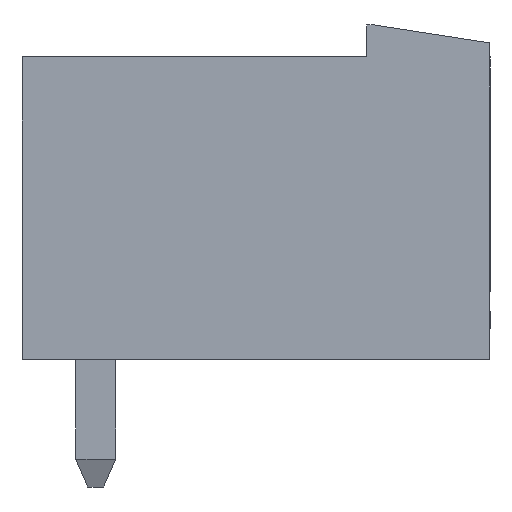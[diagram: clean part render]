
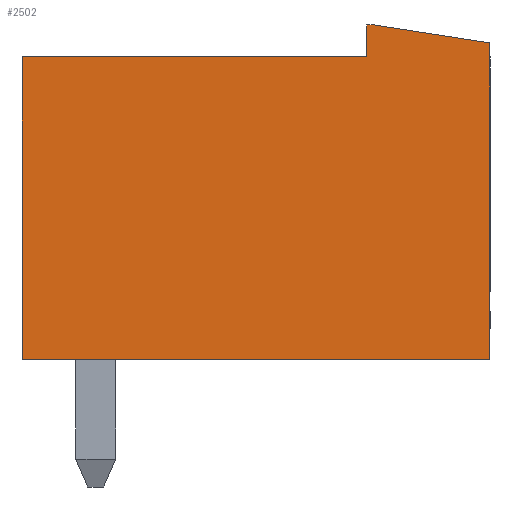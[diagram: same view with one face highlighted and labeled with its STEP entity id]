
A CAD part, left-side view. The second image highlights one B-rep face of the part: STEP entity #2502.
In plain terms, the highlighted planar face has unit normal (-1, 0, 0).
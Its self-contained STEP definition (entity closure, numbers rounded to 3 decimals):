
#2491=AXIS2_PLACEMENT_3D('Plane Axis2P3D',#2488,#2489,#2490) ;
#224=CARTESIAN_POINT('Vertex',(0.,0.,11.15)) ;
#227=CARTESIAN_POINT('Line Origine',(0.,0.,7.175)) ;
#231=CARTESIAN_POINT('Vertex',(0.,0.,3.2)) ;
#1009=CARTESIAN_POINT('Vertex',(0.,2.9,11.6)) ;
#1012=CARTESIAN_POINT('Line Origine',(0.,1.45,11.375)) ;
#1040=CARTESIAN_POINT('Vertex',(0.,3.1,11.6)) ;
#1043=CARTESIAN_POINT('Line Origine',(0.,3.,11.6)) ;
#1253=CARTESIAN_POINT('Vertex',(0.,3.1,10.8)) ;
#1256=CARTESIAN_POINT('Line Origine',(0.,3.1,11.2)) ;
#1361=CARTESIAN_POINT('Vertex',(0.,11.75,10.8)) ;
#1364=CARTESIAN_POINT('Line Origine',(0.,7.425,10.8)) ;
#1873=CARTESIAN_POINT('Vertex',(0.,11.75,3.2)) ;
#1878=CARTESIAN_POINT('Line Origine',(0.,11.75,7.)) ;
#2134=CARTESIAN_POINT('Line Origine',(0.,5.875,3.2)) ;
#2488=CARTESIAN_POINT('Axis2P3D Location',(0.,0.,0.)) ;
#228=DIRECTION('Vector Direction',(0.,0.,-1.)) ;
#1013=DIRECTION('Vector Direction',(0.,-0.988,-0.153)) ;
#1044=DIRECTION('Vector Direction',(0.,-1.,0.)) ;
#1257=DIRECTION('Vector Direction',(0.,0.,1.)) ;
#1365=DIRECTION('Vector Direction',(0.,-1.,0.)) ;
#1879=DIRECTION('Vector Direction',(0.,0.,1.)) ;
#2135=DIRECTION('Vector Direction',(0.,1.,0.)) ;
#2489=DIRECTION('Axis2P3D Direction',(-1.,0.,0.)) ;
#2490=DIRECTION('Axis2P3D XDirection',(0.,-1.,0.)) ;
#229=VECTOR('Line Direction',#228,1.) ;
#1014=VECTOR('Line Direction',#1013,1.) ;
#1045=VECTOR('Line Direction',#1044,1.) ;
#1258=VECTOR('Line Direction',#1257,1.) ;
#1366=VECTOR('Line Direction',#1365,1.) ;
#1880=VECTOR('Line Direction',#1879,1.) ;
#2136=VECTOR('Line Direction',#2135,1.) ;
#2494=ORIENTED_EDGE('',*,*,#233,.T.) ;
#2495=ORIENTED_EDGE('',*,*,#1016,.T.) ;
#2496=ORIENTED_EDGE('',*,*,#1047,.T.) ;
#2497=ORIENTED_EDGE('',*,*,#1260,.T.) ;
#2498=ORIENTED_EDGE('',*,*,#1368,.T.) ;
#2499=ORIENTED_EDGE('',*,*,#1882,.T.) ;
#2500=ORIENTED_EDGE('',*,*,#2138,.T.) ;
#2502=ADVANCED_FACE('HOUSING',(#2501),#2492,.T.) ;
#233=EDGE_CURVE('',#232,#225,#230,.F.) ;
#1016=EDGE_CURVE('',#225,#1010,#1015,.F.) ;
#1047=EDGE_CURVE('',#1010,#1041,#1046,.F.) ;
#1260=EDGE_CURVE('',#1041,#1254,#1259,.F.) ;
#1368=EDGE_CURVE('',#1254,#1362,#1367,.F.) ;
#1882=EDGE_CURVE('',#1362,#1874,#1881,.F.) ;
#2138=EDGE_CURVE('',#1874,#232,#2137,.F.) ;
#2493=EDGE_LOOP('',(#2494,#2495,#2496,#2497,#2498,#2499,#2500)) ;
#2501=FACE_OUTER_BOUND('',#2493,.T.) ;
#230=LINE('Line',#227,#229) ;
#1015=LINE('Line',#1012,#1014) ;
#1046=LINE('Line',#1043,#1045) ;
#1259=LINE('Line',#1256,#1258) ;
#1367=LINE('Line',#1364,#1366) ;
#1881=LINE('Line',#1878,#1880) ;
#2137=LINE('Line',#2134,#2136) ;
#2492=PLANE('',#2491) ;
#225=VERTEX_POINT('',#224) ;
#232=VERTEX_POINT('',#231) ;
#1010=VERTEX_POINT('',#1009) ;
#1041=VERTEX_POINT('',#1040) ;
#1254=VERTEX_POINT('',#1253) ;
#1362=VERTEX_POINT('',#1361) ;
#1874=VERTEX_POINT('',#1873) ;
